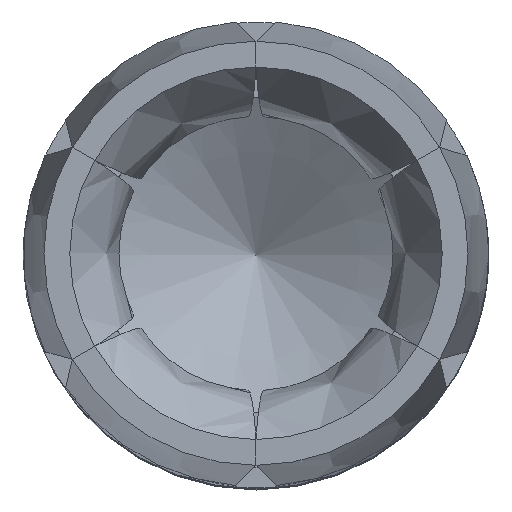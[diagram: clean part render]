
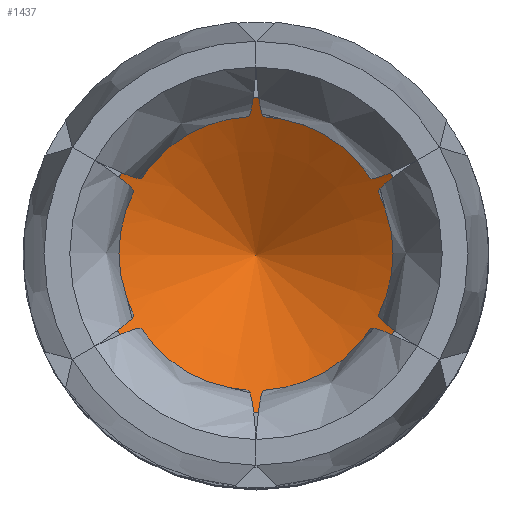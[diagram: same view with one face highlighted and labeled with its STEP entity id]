
A CAD part, top view. The second image highlights one B-rep face of the part: STEP entity #1437.
In plain terms, the highlighted conical face has half-angle 60 degrees and reference radius 0 mm.
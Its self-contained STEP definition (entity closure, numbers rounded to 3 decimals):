
#1106=VERTEX_LOOP('',#2933);
#1116=CONICAL_SURFACE('',#5098,0.,60.);
#1437=ADVANCED_FACE('',(#1647,#1648),#1116,.F.);
#1647=FACE_BOUND('',#1106,.T.);
#1648=FACE_BOUND('',#1755,.T.);
#1755=EDGE_LOOP('',(#2175));
#2175=ORIENTED_EDGE('',*,*,#3281,.T.);
#2933=VERTEX_POINT('',#7168);
#2934=VERTEX_POINT('',#7170);
#3281=EDGE_CURVE('',#2934,#2934,#3690,.T.);
#3690=CIRCLE('',#5097,1.525);
#5097=AXIS2_PLACEMENT_3D('',#7169,#5711,#5712);
#5098=AXIS2_PLACEMENT_3D('',#7171,#5713,#5714);
#5711=DIRECTION('',(0.,0.,1.));
#5712=DIRECTION('',(1.,0.,0.));
#5713=DIRECTION('',(0.,0.,1.));
#5714=DIRECTION('',(1.,0.,0.));
#7168=CARTESIAN_POINT('',(0.,0.,10.82));
#7169=CARTESIAN_POINT('',(0.,0.,11.7));
#7170=CARTESIAN_POINT('',(1.525,0.,11.7));
#7171=CARTESIAN_POINT('',(0.,0.,10.82));
